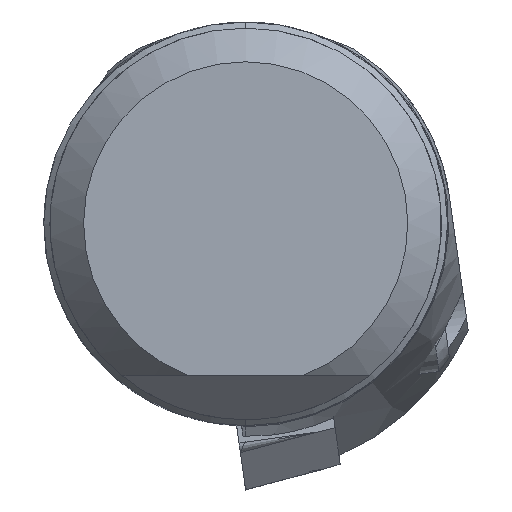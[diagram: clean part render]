
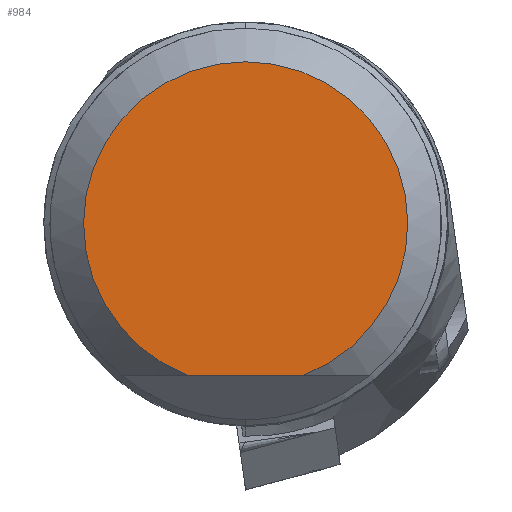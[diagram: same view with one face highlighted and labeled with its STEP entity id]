
A CAD part, left-side view. The second image highlights one B-rep face of the part: STEP entity #984.
In plain terms, the highlighted planar face has unit normal (-1, 0, 0).
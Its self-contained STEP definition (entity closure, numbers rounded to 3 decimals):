
#55 = DIRECTION ( 'NONE',  ( 0., 0., 1. ) ) ;
#481 = ORIENTED_EDGE ( 'NONE', *, *, #3843, .F. ) ;
#593 = CARTESIAN_POINT ( 'NONE',  ( 0., -10.35, -6.2 ) ) ;
#738 = VERTEX_POINT ( 'NONE', #2714 ) ;
#922 = EDGE_LOOP ( 'NONE', ( #1430, #481 ) ) ;
#958 = CARTESIAN_POINT ( 'NONE',  ( 0., 0., 0. ) ) ;
#984 = ADVANCED_FACE ( 'NONE', ( #1320 ), #4074, .F. ) ;
#1040 = DIRECTION ( 'NONE',  ( 1., 0., 0. ) ) ;
#1320 = FACE_OUTER_BOUND ( 'NONE', #922, .T. ) ;
#1384 = AXIS2_PLACEMENT_3D ( 'NONE', #958, #1040, #2686 ) ;
#1430 = ORIENTED_EDGE ( 'NONE', *, *, #3897, .T. ) ;
#1823 = CARTESIAN_POINT ( 'NONE',  ( 0., -2.335, -6.2 ) ) ;
#2148 = AXIS2_PLACEMENT_3D ( 'NONE', #2427, #3075, #55 ) ;
#2367 = CIRCLE ( 'NONE', #2148, 6.625 ) ;
#2371 = VECTOR ( 'NONE', #4307, 1000. ) ;
#2427 = CARTESIAN_POINT ( 'NONE',  ( 0., 0., 0. ) ) ;
#2648 = LINE ( 'NONE', #593, #2371 ) ;
#2686 = DIRECTION ( 'NONE',  ( 0., 0., -1. ) ) ;
#2714 = CARTESIAN_POINT ( 'NONE',  ( 0., 2.335, -6.2 ) ) ;
#3075 = DIRECTION ( 'NONE',  ( -1., 0., 0. ) ) ;
#3843 = EDGE_CURVE ( 'NONE', #4325, #738, #2648, .T. ) ;
#3897 = EDGE_CURVE ( 'NONE', #4325, #738, #2367, .T. ) ;
#4074 = PLANE ( 'NONE',  #1384 ) ;
#4307 = DIRECTION ( 'NONE',  ( 0., 1., 0. ) ) ;
#4325 = VERTEX_POINT ( 'NONE', #1823 ) ;
